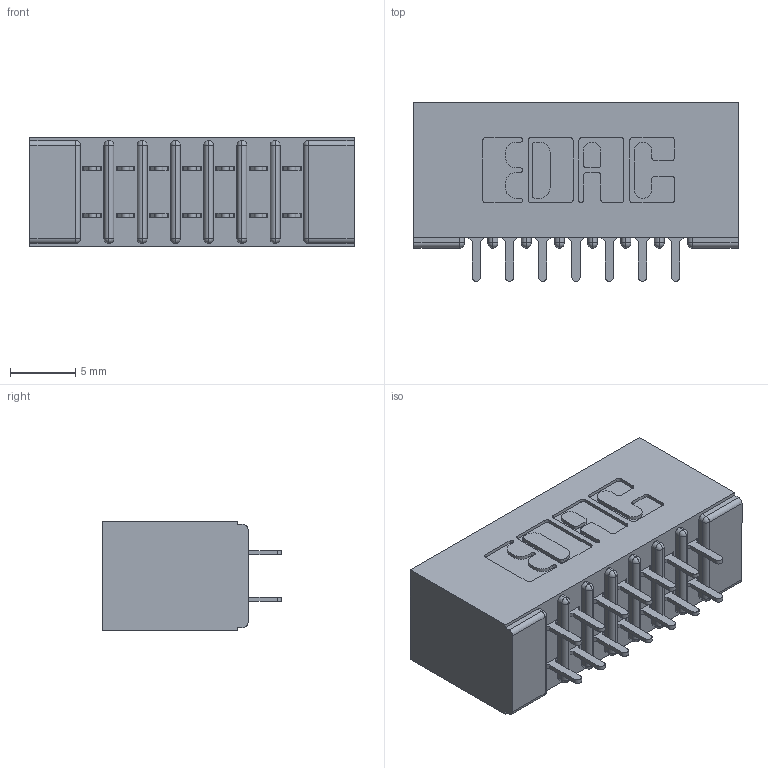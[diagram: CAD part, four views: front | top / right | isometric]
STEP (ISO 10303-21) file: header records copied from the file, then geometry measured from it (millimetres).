
FILE_DESCRIPTION (( 'STEP AP203' ), '1' );
FILE_NAME ('391-014-524-201.STEP', '2018-08-08T17:10:48', ( '' ), ( '' ), 'SwSTEP 2.0', 'SolidWorks 2016', '' );
FILE_SCHEMA (( 'CONFIG_CONTROL_DESIGN' ));
Length unit declared in the file: inch
Products named in the file (3): 391-014-524-201; 341 Part_No Mounting Lugs; 341-292-001_341-292-124
Assembly tree (15 placements, depth 2):
  391-014-524-201
    341 Part_No Mounting Lugs
    341-292-001_341-292-124  x14
Bounding box: 24.77 x 13.64 x 8.38 mm (x, y, z)
Volume: 1578.3 mm3; surface area: 3013.4 mm2
Topology: 15 solids, 15 shells, 1032 faces, 2973 edges, 1926 vertices
Faces by surface type: plane 624, cylinder 380, sphere 16, torus 12
Entity records: 12856 total; most frequent: CARTESIAN_POINT 2137, ORIENTED_EDGE 2118, DIRECTION 2097, EDGE_CURVE 1059, LINE 821, VECTOR 821, VERTEX_POINT 678, AXIS2_PLACEMENT_3D 638
